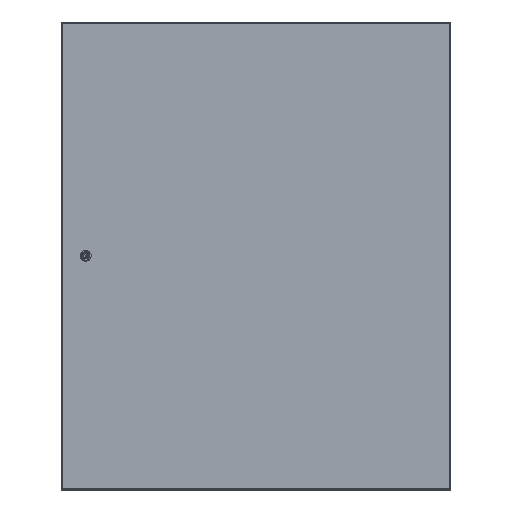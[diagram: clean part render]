
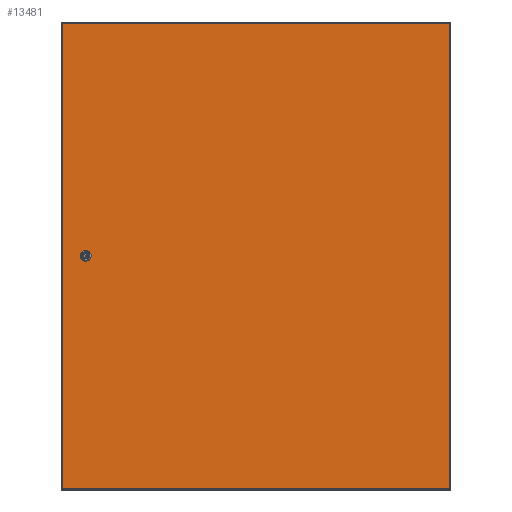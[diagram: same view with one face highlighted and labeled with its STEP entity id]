
A CAD part, top view. The second image highlights one B-rep face of the part: STEP entity #13481.
In plain terms, the highlighted planar face has unit normal (0, 0, 1).
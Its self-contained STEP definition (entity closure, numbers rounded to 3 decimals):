
#866 = CARTESIAN_POINT ( 'NONE',  ( 68.056, 589.95, 17.5 ) ) ;
#1224 = CIRCLE ( 'NONE', #5986, 11.25 ) ;
#1550 = EDGE_CURVE ( 'NONE', #10645, #57524, #18069, .T. ) ;
#1694 = DIRECTION ( 'NONE',  ( 1., 0., 0. ) ) ;
#2482 = VERTEX_POINT ( 'NONE', #56080 ) ;
#2719 = CARTESIAN_POINT ( 'NONE',  ( 52.95, 594.944, 17.5 ) ) ;
#3391 = VECTOR ( 'NONE', #41302, 1000. ) ;
#3537 = ORIENTED_EDGE ( 'NONE', *, *, #34681, .T. ) ;
#4931 = ORIENTED_EDGE ( 'NONE', *, *, #12986, .F. ) ;
#4960 = CARTESIAN_POINT ( 'NONE',  ( 52.95, 594.944, 17.5 ) ) ;
#5530 = AXIS2_PLACEMENT_3D ( 'NONE', #20498, #12124, #48524 ) ;
#5986 = AXIS2_PLACEMENT_3D ( 'NONE', #29630, #25480, #47850 ) ;
#6847 = AXIS2_PLACEMENT_3D ( 'NONE', #48486, #15971, #11497 ) ;
#7948 = VERTEX_POINT ( 'NONE', #25428 ) ;
#8134 = EDGE_CURVE ( 'NONE', #16992, #49022, #50189, .T. ) ;
#8740 = VECTOR ( 'NONE', #27208, 1000. ) ;
#9005 = CARTESIAN_POINT ( 'NONE',  ( 73.05, 594.944, 17.5 ) ) ;
#9724 = CARTESIAN_POINT ( 'NONE',  ( 997., 1197., 17.5 ) ) ;
#10645 = VERTEX_POINT ( 'NONE', #53596 ) ;
#10982 = ORIENTED_EDGE ( 'NONE', *, *, #31686, .T. ) ;
#11497 = DIRECTION ( 'NONE',  ( 1., 0., 0. ) ) ;
#11517 = CARTESIAN_POINT ( 'NONE',  ( 63., 600., 17.5 ) ) ;
#12107 = VECTOR ( 'NONE', #58650, 1000. ) ;
#12124 = DIRECTION ( 'NONE',  ( 0., 0., 1. ) ) ;
#12322 = CARTESIAN_POINT ( 'NONE',  ( 68.056, 589.95, 17.5 ) ) ;
#12986 = EDGE_CURVE ( 'NONE', #49022, #58970, #51584, .T. ) ;
#13481 = ADVANCED_FACE ( 'NONE', ( #48225, #16596 ), #52972, .T. ) ;
#14583 = DIRECTION ( 'NONE',  ( 1., 0., 0. ) ) ;
#15783 = DIRECTION ( 'NONE',  ( -1., 0., 0. ) ) ;
#15947 = VECTOR ( 'NONE', #14583, 1000. ) ;
#15971 = DIRECTION ( 'NONE',  ( 0., 0., 1. ) ) ;
#16596 = FACE_OUTER_BOUND ( 'NONE', #55480, .T. ) ;
#16894 = EDGE_CURVE ( 'NONE', #58351, #7948, #1224, .T. ) ;
#16992 = VERTEX_POINT ( 'NONE', #53738 ) ;
#17138 = VERTEX_POINT ( 'NONE', #18854 ) ;
#17919 = EDGE_LOOP ( 'NONE', ( #48236, #57557, #21407, #22045, #18112, #54856, #29052, #4931 ) ) ;
#18069 = LINE ( 'NONE', #36229, #50554 ) ;
#18112 = ORIENTED_EDGE ( 'NONE', *, *, #16894, .F. ) ;
#18854 = CARTESIAN_POINT ( 'NONE',  ( 73.05, 594.944, 17.5 ) ) ;
#19254 = LINE ( 'NONE', #41010, #3391 ) ;
#19384 = CARTESIAN_POINT ( 'NONE',  ( 68.056, 610.05, 17.5 ) ) ;
#20498 = CARTESIAN_POINT ( 'NONE',  ( 0., 0., 17.5 ) ) ;
#20627 = LINE ( 'NONE', #2719, #46192 ) ;
#21407 = ORIENTED_EDGE ( 'NONE', *, *, #58554, .F. ) ;
#22045 = ORIENTED_EDGE ( 'NONE', *, *, #36183, .F. ) ;
#22273 = LINE ( 'NONE', #9724, #12107 ) ;
#22373 = CIRCLE ( 'NONE', #47161, 11.25 ) ;
#24441 = CARTESIAN_POINT ( 'NONE',  ( 3., 3., 17.5 ) ) ;
#24760 = ORIENTED_EDGE ( 'NONE', *, *, #42398, .T. ) ;
#25428 = CARTESIAN_POINT ( 'NONE',  ( 57.944, 589.95, 17.5 ) ) ;
#25480 = DIRECTION ( 'NONE',  ( 0., 0., 1. ) ) ;
#27208 = DIRECTION ( 'NONE',  ( 0., 1., 0. ) ) ;
#29052 = ORIENTED_EDGE ( 'NONE', *, *, #51365, .F. ) ;
#29506 = CARTESIAN_POINT ( 'NONE',  ( 52.95, 605.056, 17.5 ) ) ;
#29630 = CARTESIAN_POINT ( 'NONE',  ( 63., 600., 17.5 ) ) ;
#29998 = DIRECTION ( 'NONE',  ( 0., 0., 1. ) ) ;
#30237 = VERTEX_POINT ( 'NONE', #45081 ) ;
#31686 = EDGE_CURVE ( 'NONE', #30237, #2482, #37820, .T. ) ;
#32335 = EDGE_CURVE ( 'NONE', #34049, #58351, #20627, .T. ) ;
#34049 = VERTEX_POINT ( 'NONE', #29506 ) ;
#34062 = CARTESIAN_POINT ( 'NONE',  ( 57.944, 610.05, 17.5 ) ) ;
#34681 = EDGE_CURVE ( 'NONE', #57524, #30237, #19254, .T. ) ;
#36183 = EDGE_CURVE ( 'NONE', #7948, #49104, #47697, .T. ) ;
#36229 = CARTESIAN_POINT ( 'NONE',  ( 3., 1197., 17.5 ) ) ;
#37472 = CARTESIAN_POINT ( 'NONE',  ( 63., 600., 17.5 ) ) ;
#37820 = LINE ( 'NONE', #24441, #42525 ) ;
#41010 = CARTESIAN_POINT ( 'NONE',  ( 3., 1197., 17.5 ) ) ;
#41302 = DIRECTION ( 'NONE',  ( 0., -1., 0. ) ) ;
#42398 = EDGE_CURVE ( 'NONE', #2482, #10645, #22273, .T. ) ;
#42525 = VECTOR ( 'NONE', #56331, 1000. ) ;
#43052 = CIRCLE ( 'NONE', #6847, 11.25 ) ;
#43308 = DIRECTION ( 'NONE',  ( 0., -1., 0. ) ) ;
#45081 = CARTESIAN_POINT ( 'NONE',  ( 3., 3., 17.5 ) ) ;
#46192 = VECTOR ( 'NONE', #43308, 1000. ) ;
#46668 = EDGE_CURVE ( 'NONE', #17138, #16992, #49863, .T. ) ;
#47161 = AXIS2_PLACEMENT_3D ( 'NONE', #11517, #29998, #1694 ) ;
#47697 = LINE ( 'NONE', #866, #15947 ) ;
#47850 = DIRECTION ( 'NONE',  ( 1., 0., 0. ) ) ;
#48225 = FACE_BOUND ( 'NONE', #17919, .T. ) ;
#48236 = ORIENTED_EDGE ( 'NONE', *, *, #8134, .F. ) ;
#48486 = CARTESIAN_POINT ( 'NONE',  ( 63., 600., 17.5 ) ) ;
#48524 = DIRECTION ( 'NONE',  ( 1., 0., 0. ) ) ;
#49022 = VERTEX_POINT ( 'NONE', #51691 ) ;
#49104 = VERTEX_POINT ( 'NONE', #12322 ) ;
#49863 = LINE ( 'NONE', #9005, #8740 ) ;
#50189 = CIRCLE ( 'NONE', #52108, 11.25 ) ;
#50554 = VECTOR ( 'NONE', #54443, 1000. ) ;
#50617 = DIRECTION ( 'NONE',  ( 1., 0., 0. ) ) ;
#51177 = ORIENTED_EDGE ( 'NONE', *, *, #1550, .T. ) ;
#51226 = VECTOR ( 'NONE', #15783, 1000. ) ;
#51365 = EDGE_CURVE ( 'NONE', #58970, #34049, #22373, .T. ) ;
#51584 = LINE ( 'NONE', #19384, #51226 ) ;
#51691 = CARTESIAN_POINT ( 'NONE',  ( 68.056, 610.05, 17.5 ) ) ;
#52108 = AXIS2_PLACEMENT_3D ( 'NONE', #37472, #58189, #50617 ) ;
#52972 = PLANE ( 'NONE',  #5530 ) ;
#53596 = CARTESIAN_POINT ( 'NONE',  ( 997., 1197., 17.5 ) ) ;
#53738 = CARTESIAN_POINT ( 'NONE',  ( 73.05, 605.056, 17.5 ) ) ;
#54443 = DIRECTION ( 'NONE',  ( -1., 0., 0. ) ) ;
#54856 = ORIENTED_EDGE ( 'NONE', *, *, #32335, .F. ) ;
#55480 = EDGE_LOOP ( 'NONE', ( #3537, #10982, #24760, #51177 ) ) ;
#56080 = CARTESIAN_POINT ( 'NONE',  ( 997., 3., 17.5 ) ) ;
#56331 = DIRECTION ( 'NONE',  ( 1., 0., 0. ) ) ;
#57524 = VERTEX_POINT ( 'NONE', #57998 ) ;
#57557 = ORIENTED_EDGE ( 'NONE', *, *, #46668, .F. ) ;
#57998 = CARTESIAN_POINT ( 'NONE',  ( 3., 1197., 17.5 ) ) ;
#58189 = DIRECTION ( 'NONE',  ( 0., 0., 1. ) ) ;
#58351 = VERTEX_POINT ( 'NONE', #4960 ) ;
#58554 = EDGE_CURVE ( 'NONE', #49104, #17138, #43052, .T. ) ;
#58650 = DIRECTION ( 'NONE',  ( 0., 1., 0. ) ) ;
#58970 = VERTEX_POINT ( 'NONE', #34062 ) ;
